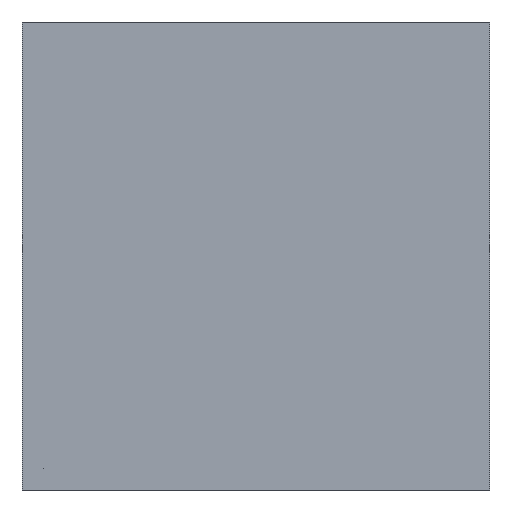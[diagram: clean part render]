
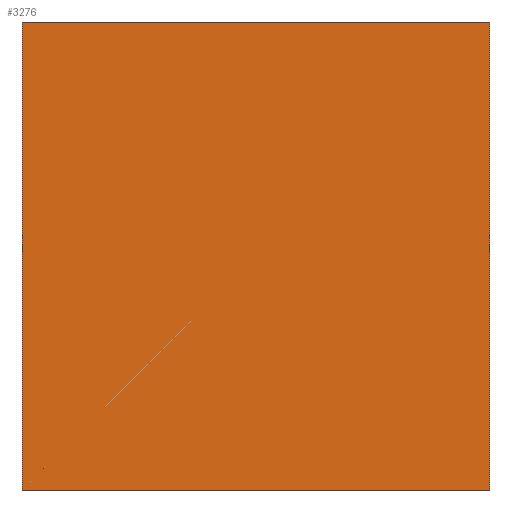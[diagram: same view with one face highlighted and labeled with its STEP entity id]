
A CAD part, left-side view. The second image highlights one B-rep face of the part: STEP entity #3276.
In plain terms, the highlighted planar face has unit normal (-1, 0, 0).
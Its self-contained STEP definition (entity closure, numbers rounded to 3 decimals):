
#2632 = PLANE('',#2633);
#2633 = AXIS2_PLACEMENT_3D('',#2634,#2635,#2636);
#2634 = CARTESIAN_POINT('',(-50.,3.05,457.55));
#2635 = DIRECTION('',(0.,-1.,0.));
#2636 = DIRECTION('',(0.,0.,1.));
#2660 = PLANE('',#2661);
#2661 = AXIS2_PLACEMENT_3D('',#2662,#2663,#2664);
#2662 = CARTESIAN_POINT('',(-50.,3.05,542.45));
#2663 = DIRECTION('',(0.,0.,1.));
#2664 = DIRECTION('',(0.,1.,0.));
#2688 = PLANE('',#2689);
#2689 = AXIS2_PLACEMENT_3D('',#2690,#2691,#2692);
#2690 = CARTESIAN_POINT('',(-50.,87.95,542.45));
#2691 = DIRECTION('',(0.,1.,0.));
#2692 = DIRECTION('',(0.,0.,-1.));
#2714 = PLANE('',#2715);
#2715 = AXIS2_PLACEMENT_3D('',#2716,#2717,#2718);
#2716 = CARTESIAN_POINT('',(-50.,87.95,457.55));
#2717 = DIRECTION('',(0.,0.,-1.));
#2718 = DIRECTION('',(0.,-1.,0.));
#3080 = VERTEX_POINT('',#3081);
#3081 = CARTESIAN_POINT('',(-50.,3.05,457.55));
#3104 = VERTEX_POINT('',#3105);
#3105 = CARTESIAN_POINT('',(-50.,3.05,542.45));
#3126 = EDGE_CURVE('',#3080,#3104,#3127,.T.);
#3127 = SURFACE_CURVE('',#3128,(#3132,#3139),.PCURVE_S1.);
#3128 = LINE('',#3129,#3130);
#3129 = CARTESIAN_POINT('',(-50.,3.05,457.55));
#3130 = VECTOR('',#3131,1.);
#3131 = DIRECTION('',(0.,0.,1.));
#3132 = PCURVE('',#2632,#3133);
#3133 = DEFINITIONAL_REPRESENTATION('',(#3134),#3138);
#3134 = LINE('',#3135,#3136);
#3135 = CARTESIAN_POINT('',(0.,0.));
#3136 = VECTOR('',#3137,1.);
#3137 = DIRECTION('',(1.,0.));
#3138 = ( GEOMETRIC_REPRESENTATION_CONTEXT(2) 
PARAMETRIC_REPRESENTATION_CONTEXT() REPRESENTATION_CONTEXT('2D SPACE',''
  ) );
#3139 = PCURVE('',#3140,#3145);
#3140 = PLANE('',#3141);
#3141 = AXIS2_PLACEMENT_3D('',#3142,#3143,#3144);
#3142 = CARTESIAN_POINT('',(-50.,45.5,500.));
#3143 = DIRECTION('',(-1.,0.,0.));
#3144 = DIRECTION('',(0.,0.,-1.));
#3145 = DEFINITIONAL_REPRESENTATION('',(#3146),#3150);
#3146 = LINE('',#3147,#3148);
#3147 = CARTESIAN_POINT('',(42.45,42.45));
#3148 = VECTOR('',#3149,1.);
#3149 = DIRECTION('',(-1.,0.));
#3150 = ( GEOMETRIC_REPRESENTATION_CONTEXT(2) 
PARAMETRIC_REPRESENTATION_CONTEXT() REPRESENTATION_CONTEXT('2D SPACE',''
  ) );
#3156 = VERTEX_POINT('',#3157);
#3157 = CARTESIAN_POINT('',(-50.,87.95,457.55));
#3180 = EDGE_CURVE('',#3156,#3080,#3181,.T.);
#3181 = SURFACE_CURVE('',#3182,(#3186,#3193),.PCURVE_S1.);
#3182 = LINE('',#3183,#3184);
#3183 = CARTESIAN_POINT('',(-50.,87.95,457.55));
#3184 = VECTOR('',#3185,1.);
#3185 = DIRECTION('',(0.,-1.,0.));
#3186 = PCURVE('',#2714,#3187);
#3187 = DEFINITIONAL_REPRESENTATION('',(#3188),#3192);
#3188 = LINE('',#3189,#3190);
#3189 = CARTESIAN_POINT('',(0.,0.));
#3190 = VECTOR('',#3191,1.);
#3191 = DIRECTION('',(1.,0.));
#3192 = ( GEOMETRIC_REPRESENTATION_CONTEXT(2) 
PARAMETRIC_REPRESENTATION_CONTEXT() REPRESENTATION_CONTEXT('2D SPACE',''
  ) );
#3193 = PCURVE('',#3140,#3194);
#3194 = DEFINITIONAL_REPRESENTATION('',(#3195),#3199);
#3195 = LINE('',#3196,#3197);
#3196 = CARTESIAN_POINT('',(42.45,-42.45));
#3197 = VECTOR('',#3198,1.);
#3198 = DIRECTION('',(0.,1.));
#3199 = ( GEOMETRIC_REPRESENTATION_CONTEXT(2) 
PARAMETRIC_REPRESENTATION_CONTEXT() REPRESENTATION_CONTEXT('2D SPACE',''
  ) );
#3207 = VERTEX_POINT('',#3208);
#3208 = CARTESIAN_POINT('',(-50.,87.95,542.45));
#3229 = EDGE_CURVE('',#3104,#3207,#3230,.T.);
#3230 = SURFACE_CURVE('',#3231,(#3235,#3242),.PCURVE_S1.);
#3231 = LINE('',#3232,#3233);
#3232 = CARTESIAN_POINT('',(-50.,3.05,542.45));
#3233 = VECTOR('',#3234,1.);
#3234 = DIRECTION('',(0.,1.,0.));
#3235 = PCURVE('',#2660,#3236);
#3236 = DEFINITIONAL_REPRESENTATION('',(#3237),#3241);
#3237 = LINE('',#3238,#3239);
#3238 = CARTESIAN_POINT('',(0.,0.));
#3239 = VECTOR('',#3240,1.);
#3240 = DIRECTION('',(1.,0.));
#3241 = ( GEOMETRIC_REPRESENTATION_CONTEXT(2) 
PARAMETRIC_REPRESENTATION_CONTEXT() REPRESENTATION_CONTEXT('2D SPACE',''
  ) );
#3242 = PCURVE('',#3140,#3243);
#3243 = DEFINITIONAL_REPRESENTATION('',(#3244),#3248);
#3244 = LINE('',#3245,#3246);
#3245 = CARTESIAN_POINT('',(-42.45,42.45));
#3246 = VECTOR('',#3247,1.);
#3247 = DIRECTION('',(0.,-1.));
#3248 = ( GEOMETRIC_REPRESENTATION_CONTEXT(2) 
PARAMETRIC_REPRESENTATION_CONTEXT() REPRESENTATION_CONTEXT('2D SPACE',''
  ) );
#3256 = EDGE_CURVE('',#3207,#3156,#3257,.T.);
#3257 = SURFACE_CURVE('',#3258,(#3262,#3269),.PCURVE_S1.);
#3258 = LINE('',#3259,#3260);
#3259 = CARTESIAN_POINT('',(-50.,87.95,542.45));
#3260 = VECTOR('',#3261,1.);
#3261 = DIRECTION('',(0.,0.,-1.));
#3262 = PCURVE('',#2688,#3263);
#3263 = DEFINITIONAL_REPRESENTATION('',(#3264),#3268);
#3264 = LINE('',#3265,#3266);
#3265 = CARTESIAN_POINT('',(0.,-0.));
#3266 = VECTOR('',#3267,1.);
#3267 = DIRECTION('',(1.,0.));
#3268 = ( GEOMETRIC_REPRESENTATION_CONTEXT(2) 
PARAMETRIC_REPRESENTATION_CONTEXT() REPRESENTATION_CONTEXT('2D SPACE',''
  ) );
#3269 = PCURVE('',#3140,#3270);
#3270 = DEFINITIONAL_REPRESENTATION('',(#3271),#3275);
#3271 = LINE('',#3272,#3273);
#3272 = CARTESIAN_POINT('',(-42.45,-42.45));
#3273 = VECTOR('',#3274,1.);
#3274 = DIRECTION('',(1.,0.));
#3275 = ( GEOMETRIC_REPRESENTATION_CONTEXT(2) 
PARAMETRIC_REPRESENTATION_CONTEXT() REPRESENTATION_CONTEXT('2D SPACE',''
  ) );
#3276 = ADVANCED_FACE('',(#3277),#3140,.T.);
#3277 = FACE_BOUND('',#3278,.T.);
#3278 = EDGE_LOOP('',(#3279,#3280,#3281,#3282));
#3279 = ORIENTED_EDGE('',*,*,#3126,.T.);
#3280 = ORIENTED_EDGE('',*,*,#3229,.T.);
#3281 = ORIENTED_EDGE('',*,*,#3256,.T.);
#3282 = ORIENTED_EDGE('',*,*,#3180,.T.);
